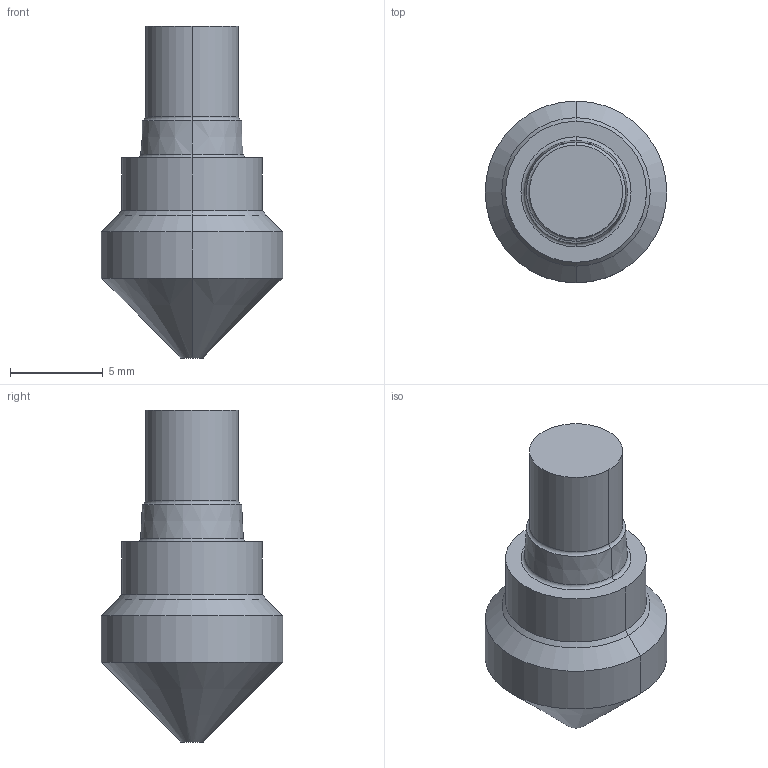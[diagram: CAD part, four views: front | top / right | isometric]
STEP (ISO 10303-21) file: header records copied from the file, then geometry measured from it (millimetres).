
FILE_DESCRIPTION((''),'2;1');
FILE_NAME('45N09809TQRA45','2015-11-26T',('goebels'),(''),'PRO/ENGINEER BY PARAMETRIC TECHNOLOGY CORPORATION, 2011490','PRO/ENGINEER BY PARAMETRIC TECHNOLOGY CORPORATION, 2011490','');
FILE_SCHEMA(('AUTOMOTIVE_DESIGN { 1 2 10303 214 0 1 1 1 }'));
Length unit declared in the file: millimetre
Products named in the file (3): CUT; NOCUT; 45N09809TQRA45
Assembly tree (2 placements, depth 2):
  45N09809TQRA45
    CUT
    NOCUT
Bounding box: 9.8 x 9.8 x 17.9 mm (x, y, z)
Volume: 656.8 mm3; surface area: 551 mm2
Topology: 2 solids, 2 shells, 23 faces, 44 edges, 28 vertices
Faces by surface type: cone 8, cylinder 6, plane 5, torus 4
Entity records: 968 total; most frequent: DIRECTION 146, CARTESIAN_POINT 112, ORIENTED_EDGE 84, AXIS2_PLACEMENT_3D 65, PRESENTATION_STYLE_ASSIGNMENT 51, STYLED_ITEM 51, CURVE_STYLE 49, EDGE_CURVE 42
